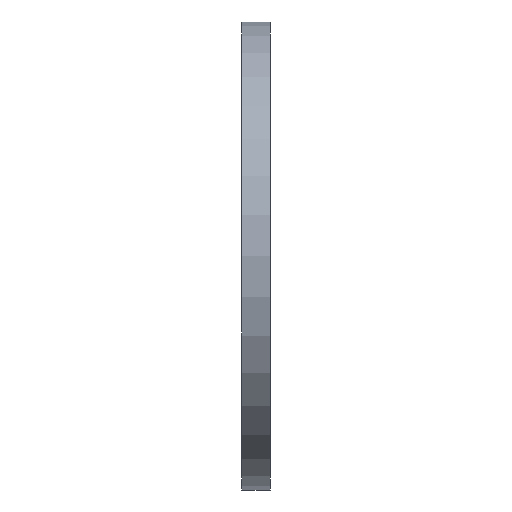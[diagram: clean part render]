
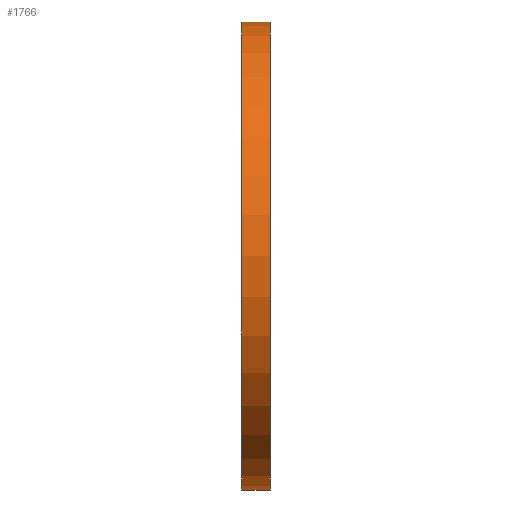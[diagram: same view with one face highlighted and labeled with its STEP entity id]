
A CAD part, left-side view. The second image highlights one B-rep face of the part: STEP entity #1766.
In plain terms, the highlighted cylindrical face has radius 50 mm (diameter 100 mm), a partial arc.
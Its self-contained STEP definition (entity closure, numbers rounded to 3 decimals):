
#153 = CARTESIAN_POINT ( 'NONE',  ( 0., 6., -50. ) ) ;
#305 = EDGE_CURVE ( 'NONE', #3845, #364, #5644, .T. ) ;
#364 = VERTEX_POINT ( 'NONE', #10577 ) ;
#435 = VERTEX_POINT ( 'NONE', #1090 ) ;
#980 = CYLINDRICAL_SURFACE ( 'NONE', #8491, 50. ) ;
#1011 = ORIENTED_EDGE ( 'NONE', *, *, #3193, .T. ) ;
#1090 = CARTESIAN_POINT ( 'NONE',  ( 0., 0., 50. ) ) ;
#1227 = CIRCLE ( 'NONE', #11486, 50. ) ;
#1494 = ORIENTED_EDGE ( 'NONE', *, *, #10839, .F. ) ;
#1560 = EDGE_CURVE ( 'NONE', #10024, #435, #2530, .T. ) ;
#1766 = ADVANCED_FACE ( 'NONE', ( #6194 ), #980, .T. ) ;
#2530 = LINE ( 'NONE', #7540, #5905 ) ;
#3193 = EDGE_CURVE ( 'NONE', #364, #435, #1227, .T. ) ;
#3408 = AXIS2_PLACEMENT_3D ( 'NONE', #3653, #9974, #5466 ) ;
#3653 = CARTESIAN_POINT ( 'NONE',  ( 0., 6., 0. ) ) ;
#3845 = VERTEX_POINT ( 'NONE', #153 ) ;
#3889 = DIRECTION ( 'NONE',  ( 0., -1., 0. ) ) ;
#4643 = ORIENTED_EDGE ( 'NONE', *, *, #305, .T. ) ;
#5058 = CARTESIAN_POINT ( 'NONE',  ( 0., 0., 0. ) ) ;
#5466 = DIRECTION ( 'NONE',  ( 0., 0., 1. ) ) ;
#5644 = LINE ( 'NONE', #6582, #10437 ) ;
#5905 = VECTOR ( 'NONE', #3889, 1000. ) ;
#6142 = DIRECTION ( 'NONE',  ( 0., -1., 0. ) ) ;
#6194 = FACE_OUTER_BOUND ( 'NONE', #9526, .T. ) ;
#6582 = CARTESIAN_POINT ( 'NONE',  ( 0., 6., -50. ) ) ;
#7490 = DIRECTION ( 'NONE',  ( 0., -1., 0. ) ) ;
#7540 = CARTESIAN_POINT ( 'NONE',  ( 0., 6., 50. ) ) ;
#8048 = CIRCLE ( 'NONE', #3408, 50. ) ;
#8289 = ORIENTED_EDGE ( 'NONE', *, *, #1560, .F. ) ;
#8491 = AXIS2_PLACEMENT_3D ( 'NONE', #11515, #6142, #10771 ) ;
#8953 = CARTESIAN_POINT ( 'NONE',  ( 0., 6., 50. ) ) ;
#9526 = EDGE_LOOP ( 'NONE', ( #8289, #1494, #4643, #1011 ) ) ;
#9974 = DIRECTION ( 'NONE',  ( 0., 1., 0. ) ) ;
#10024 = VERTEX_POINT ( 'NONE', #8953 ) ;
#10437 = VECTOR ( 'NONE', #7490, 1000. ) ;
#10577 = CARTESIAN_POINT ( 'NONE',  ( 0., 0., -50. ) ) ;
#10771 = DIRECTION ( 'NONE',  ( 0., 0., -1. ) ) ;
#10839 = EDGE_CURVE ( 'NONE', #3845, #10024, #8048, .T. ) ;
#11188 = DIRECTION ( 'NONE',  ( 0., 1., 0. ) ) ;
#11342 = DIRECTION ( 'NONE',  ( 0., 0., 1. ) ) ;
#11486 = AXIS2_PLACEMENT_3D ( 'NONE', #5058, #11188, #11342 ) ;
#11515 = CARTESIAN_POINT ( 'NONE',  ( 0., 6., 0. ) ) ;
